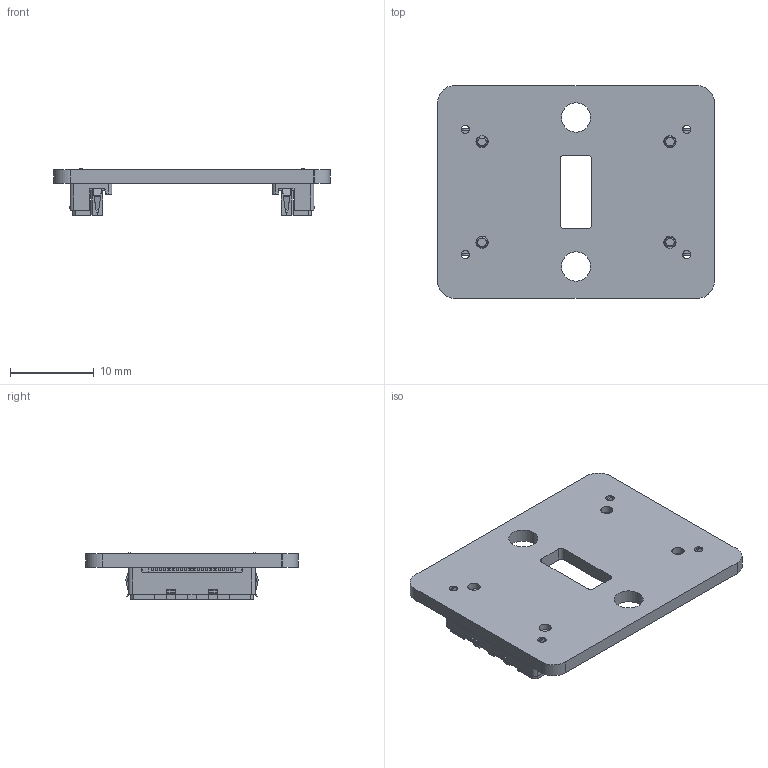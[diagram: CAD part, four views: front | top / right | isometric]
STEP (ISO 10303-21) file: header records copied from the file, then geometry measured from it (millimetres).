
FILE_DESCRIPTION(('KiCad electronic assembly'),'2;1');
FILE_NAME('TPL-ARSIgloo.step','2025-12-06T15:52:09',('Pcbnew'),('Kicad') ,'Open CASCADE STEP processor 7.7','KiCad to STEP converter','Unknown' );
FILE_SCHEMA(('AUTOMOTIVE_DESIGN { 1 0 10303 214 1 1 1 1 }'));
Length unit declared in the file: millimetre
Products named in the file (4): TPL-ARSIgloo 1; LSHM-120-02.5-L-DV-A-S; LSHM-120-02.5-L-DV-A-S-TR; TPL-ARSIgloo_PCB
Assembly tree (4 placements, depth 3):
  TPL-ARSIgloo 1
    LSHM-120-02.5-L-DV-A-S  x2
      LSHM-120-02.5-L-DV-A-S-TR
    TPL-ARSIgloo_PCB
Bounding box: 33.02 x 25.4 x 5.6 mm (x, y, z)
Volume: 1552.3 mm3; surface area: 3755.4 mm2
Topology: 7 solids, 7 shells, 3575 faces, 10657 edges, 6914 vertices
Faces by surface type: plane 2927, cylinder 642, cone 6
Full cylindrical faces by diameter (mm): 1 x4, 1.32 x2, 1.45 x4, 3.5 x2
Entity records: 59908 total; most frequent: ORIENTED_EDGE 10756, CARTESIAN_POINT 10680, DIRECTION 9666, EDGE_CURVE 5378, LINE 4706, VECTOR 4706, VERTEX_POINT 3490, AXIS2_PLACEMENT_3D 2480
